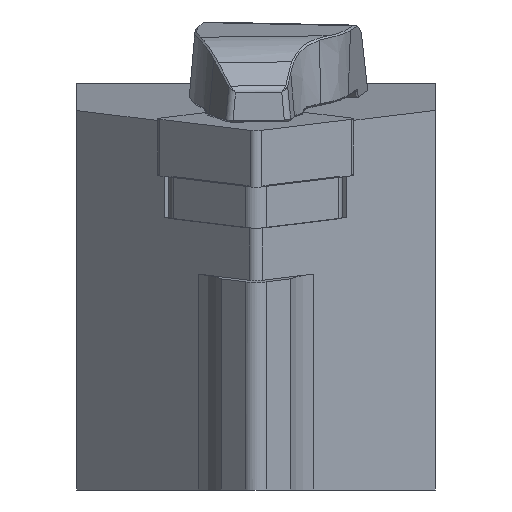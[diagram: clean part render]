
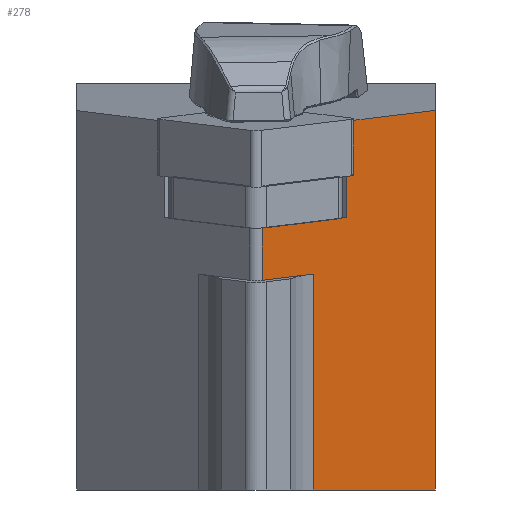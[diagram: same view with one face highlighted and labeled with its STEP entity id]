
A CAD part, left-side view. The second image highlights one B-rep face of the part: STEP entity #278.
In plain terms, the highlighted planar face has unit normal (-0.699, -0.71, -0.086).
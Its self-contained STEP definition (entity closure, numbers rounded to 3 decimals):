
#278=ADVANCED_FACE('',(#456),#399,.T.);
#399=PLANE('',#2135);
#456=FACE_OUTER_BOUND('',#577,.T.);
#577=EDGE_LOOP('',(#762,#763,#764,#765,#766,#767,#768,#769,#770));
#762=ORIENTED_EDGE('',*,*,#1503,.F.);
#763=ORIENTED_EDGE('',*,*,#1520,.T.);
#764=ORIENTED_EDGE('',*,*,#1559,.T.);
#765=ORIENTED_EDGE('',*,*,#1560,.F.);
#766=ORIENTED_EDGE('',*,*,#1561,.T.);
#767=ORIENTED_EDGE('',*,*,#1562,.F.);
#768=ORIENTED_EDGE('',*,*,#1563,.F.);
#769=ORIENTED_EDGE('',*,*,#1543,.F.);
#770=ORIENTED_EDGE('',*,*,#1525,.T.);
#1309=VERTEX_POINT('',#2773);
#1310=VERTEX_POINT('',#2775);
#1322=VERTEX_POINT('',#2807);
#1324=VERTEX_POINT('',#2812);
#1343=VERTEX_POINT('',#2867);
#1355=VERTEX_POINT('',#2898);
#1356=VERTEX_POINT('',#2900);
#1357=VERTEX_POINT('',#2902);
#1358=VERTEX_POINT('',#2904);
#1503=EDGE_CURVE('',#1309,#1310,#1812,.T.);
#1520=EDGE_CURVE('',#1309,#1322,#1826,.T.);
#1525=EDGE_CURVE('',#1324,#1310,#1831,.T.);
#1543=EDGE_CURVE('',#1324,#1343,#1846,.T.);
#1559=EDGE_CURVE('',#1322,#1355,#1862,.T.);
#1560=EDGE_CURVE('',#1356,#1355,#1863,.T.);
#1561=EDGE_CURVE('',#1356,#1357,#1864,.T.);
#1562=EDGE_CURVE('',#1358,#1357,#1865,.T.);
#1563=EDGE_CURVE('',#1343,#1358,#1866,.T.);
#1812=LINE('',#2774,#1966);
#1826=LINE('',#2808,#1980);
#1831=LINE('',#2818,#1985);
#1846=LINE('',#2866,#2000);
#1862=LINE('',#2897,#2016);
#1863=LINE('',#2899,#2017);
#1864=LINE('',#2901,#2018);
#1865=LINE('',#2903,#2019);
#1866=LINE('',#2905,#2020);
#1966=VECTOR('',#2288,1.);
#1980=VECTOR('',#2316,1.);
#1985=VECTOR('',#2323,1.);
#2000=VECTOR('',#2344,1.);
#2016=VECTOR('',#2366,1.);
#2017=VECTOR('',#2367,1.);
#2018=VECTOR('',#2368,1.);
#2019=VECTOR('',#2369,1.);
#2020=VECTOR('',#2370,1.);
#2135=AXIS2_PLACEMENT_3D('',#2906,#2371,#2372);
#2288=DIRECTION('',(-0.122,0.,0.993));
#2316=DIRECTION('',(-0.704,0.705,-0.086));
#2323=DIRECTION('',(-0.704,0.705,-0.086));
#2344=DIRECTION('',(0.122,0.,-0.993));
#2366=DIRECTION('',(-0.704,0.705,-0.086));
#2367=DIRECTION('',(-0.122,0.,0.993));
#2368=DIRECTION('',(0.704,-0.705,0.086));
#2369=DIRECTION('',(-0.122,0.,0.993));
#2370=DIRECTION('',(-0.712,0.702,0.));
#2371=DIRECTION('',(-0.699,-0.71,-0.086));
#2372=DIRECTION('',(0.712,-0.702,0.));
#2773=CARTESIAN_POINT('',(12.692,-30.132,-9.626));
#2774=CARTESIAN_POINT('',(13.41,-30.132,-15.472));
#2775=CARTESIAN_POINT('',(11.374,-30.132,1.103));
#2807=CARTESIAN_POINT('',(12.126,-29.566,-9.696));
#2808=CARTESIAN_POINT('',(13.255,-30.695,-9.557));
#2812=CARTESIAN_POINT('',(21.241,-40.,2.315));
#2818=CARTESIAN_POINT('',(1.944,-20.7,-0.055));
#2866=CARTESIAN_POINT('',(23.276,-40.,-14.261));
#2867=CARTESIAN_POINT('',(26.437,-40.,-40.));
#2897=CARTESIAN_POINT('',(13.255,-30.695,-9.557));
#2898=CARTESIAN_POINT('',(3.261,-20.7,-10.784));
#2899=CARTESIAN_POINT('',(3.979,-20.7,-16.63));
#2900=CARTESIAN_POINT('',(3.979,-20.7,-16.63));
#2901=CARTESIAN_POINT('',(3.979,-20.7,-16.63));
#2902=CARTESIAN_POINT('',(9.669,-26.391,-15.932));
#2903=CARTESIAN_POINT('',(3.575,-26.391,33.696));
#2904=CARTESIAN_POINT('',(12.624,-26.391,-40.));
#2905=CARTESIAN_POINT('',(8.033,-21.867,-40.));
#2906=CARTESIAN_POINT('',(3.979,-20.7,-16.63));
